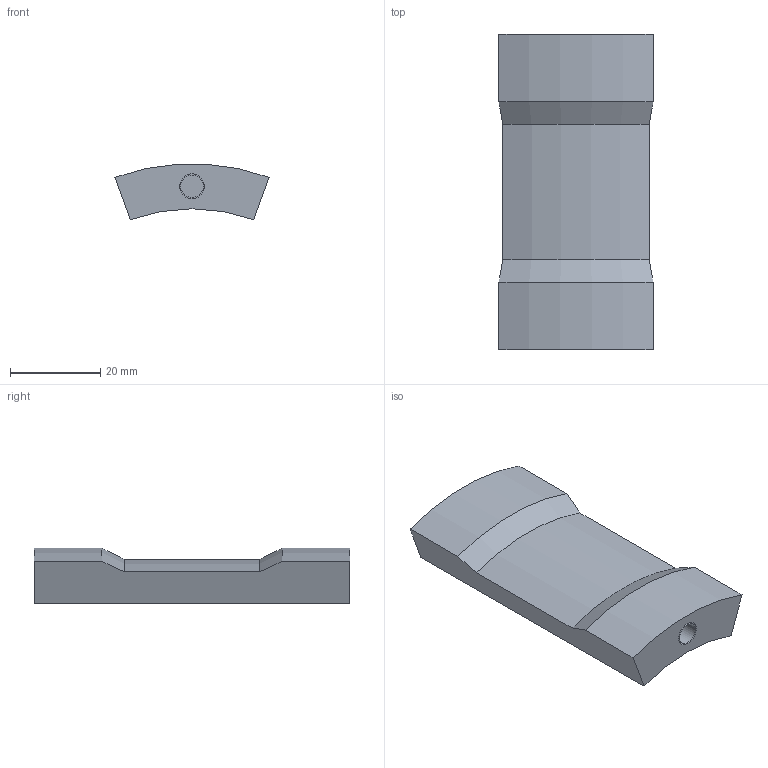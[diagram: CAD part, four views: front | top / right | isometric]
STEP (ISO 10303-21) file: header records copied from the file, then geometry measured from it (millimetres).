
FILE_DESCRIPTION((''),'2;1');
FILE_NAME('OBMP-TCU-1143','2024-05-26T20:16:03',('VoidTraveller'),(''),'CREO PARAMETRIC BY PTC INC, 2019164','CREO PARAMETRIC BY PTC INC, 2019164','');
FILE_SCHEMA(('CONFIG_CONTROL_DESIGN'));
Length unit declared in the file: millimetre
Products named in the file (1): OBMP-TCU-1143
Bounding box: 34.2 x 70 x 12.29 mm (x, y, z)
Volume: 18534.4 mm3; surface area: 6898.6 mm2
Topology: 1 solids, 3 shells, 22 faces, 52 edges, 36 vertices
Faces by surface type: cylinder 12, plane 8, cone 2
Entity records: 697 total; most frequent: DIRECTION 126, CARTESIAN_POINT 111, ORIENTED_EDGE 96, EDGE_CURVE 52, AXIS2_PLACEMENT_3D 51, VERTEX_POINT 36, CIRCLE 28, EDGE_LOOP 26
